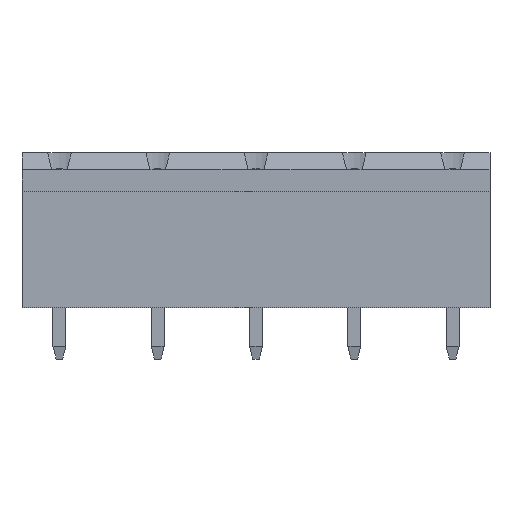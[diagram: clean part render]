
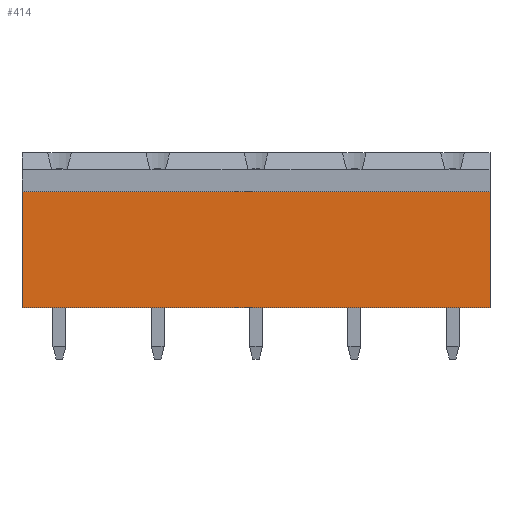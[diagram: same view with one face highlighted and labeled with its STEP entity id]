
A CAD part, front view. The second image highlights one B-rep face of the part: STEP entity #414.
In plain terms, the highlighted planar face has unit normal (0, -1, 0).
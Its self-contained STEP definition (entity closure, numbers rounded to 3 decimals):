
#414 = ADVANCED_FACE( '', ( #923 ), #924, .T. );
#923 = FACE_OUTER_BOUND( '', #1545, .T. );
#924 = PLANE( '', #1546 );
#1545 = EDGE_LOOP( '', ( #2578, #2579, #2580, #2581 ) );
#1546 = AXIS2_PLACEMENT_3D( '', #2582, #2583, #2584 );
#2578 = ORIENTED_EDGE( '', *, *, #4205, .F. );
#2579 = ORIENTED_EDGE( '', *, *, #3865, .F. );
#2580 = ORIENTED_EDGE( '', *, *, #4216, .T. );
#2581 = ORIENTED_EDGE( '', *, *, #3982, .T. );
#2582 = CARTESIAN_POINT( '', ( 18.14, -4.05, -6. ) );
#2583 = DIRECTION( '', ( 0., -1., 0. ) );
#2584 = DIRECTION( '', ( 0., 0., -1. ) );
#3865 = EDGE_CURVE( '', #4624, #4626, #4627, .T. );
#3982 = EDGE_CURVE( '', #4846, #4843, #4847, .T. );
#4205 = EDGE_CURVE( '', #4626, #4843, #5211, .T. );
#4216 = EDGE_CURVE( '', #4624, #4846, #5227, .T. );
#4624 = VERTEX_POINT( '', #5744 );
#4626 = VERTEX_POINT( '', #5747 );
#4627 = LINE( '', #5748, #5749 );
#4843 = VERTEX_POINT( '', #6062 );
#4846 = VERTEX_POINT( '', #6066 );
#4847 = LINE( '', #6067, #6068 );
#5211 = LINE( '', #6602, #6603 );
#5227 = LINE( '', #6624, #6625 );
#5744 = CARTESIAN_POINT( '', ( 18.14, -4.05, -6. ) );
#5747 = CARTESIAN_POINT( '', ( -18.14, -4.05, -6. ) );
#5748 = CARTESIAN_POINT( '', ( 18.14, -4.05, -6. ) );
#5749 = VECTOR( '', #7308, 1000. );
#6062 = CARTESIAN_POINT( '', ( -18.14, -4.05, 3. ) );
#6066 = CARTESIAN_POINT( '', ( 18.14, -4.05, 3. ) );
#6067 = CARTESIAN_POINT( '', ( 18.14, -4.05, 3. ) );
#6068 = VECTOR( '', #7443, 1000. );
#6602 = CARTESIAN_POINT( '', ( -18.14, -4.05, -6. ) );
#6603 = VECTOR( '', #7632, 1000. );
#6624 = CARTESIAN_POINT( '', ( 18.14, -4.05, -6. ) );
#6625 = VECTOR( '', #7644, 1000. );
#7308 = DIRECTION( '', ( -1., 0., 0. ) );
#7443 = DIRECTION( '', ( -1., 0., 0. ) );
#7632 = DIRECTION( '', ( 0., 0., 1. ) );
#7644 = DIRECTION( '', ( 0., 0., 1. ) );
